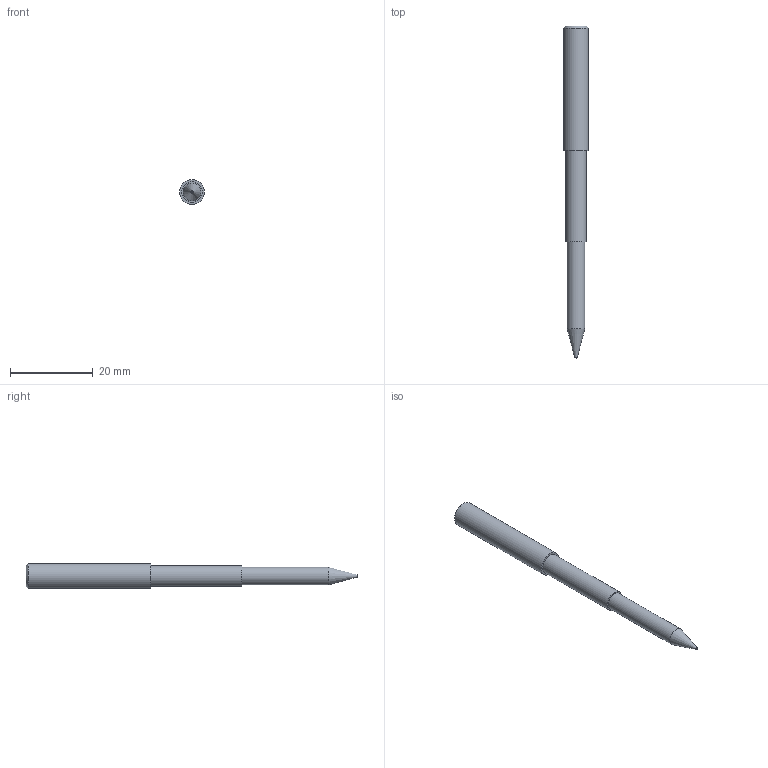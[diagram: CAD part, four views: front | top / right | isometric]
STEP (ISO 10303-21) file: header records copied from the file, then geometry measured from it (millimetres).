
FILE_DESCRIPTION (( 'STEP AP203' ), '1' );
FILE_NAME ('58340-240-80.step', '2020-01-27T13:57:00', ( '' ), ( '' ), 'SwSTEP 2.0', 'SolidWorks 2015', '' );
FILE_SCHEMA (( 'CONFIG_CONTROL_DESIGN' ));
Length unit declared in the file: millimetre
Products named in the file (2): 58340-240-80
Bounding box: 6 x 80 x 6 mm (x, y, z)
Volume: 1621.2 mm3; surface area: 1287.9 mm2
Topology: 1 solids, 1 shells, 265 faces, 700 edges, 469 vertices
Faces by surface type: plane 132, bspline 128, cylinder 3, cone 2
Full cylindrical faces by diameter (mm): 4.3 x1, 5 x1, 6 x1
Entity records: 15669 total; most frequent: CARTESIAN_POINT 9849, ORIENTED_EDGE 1384, DIRECTION 722, EDGE_CURVE 692, VERTEX_POINT 464, VECTOR 428, LINE 428, EDGE_LOOP 300
